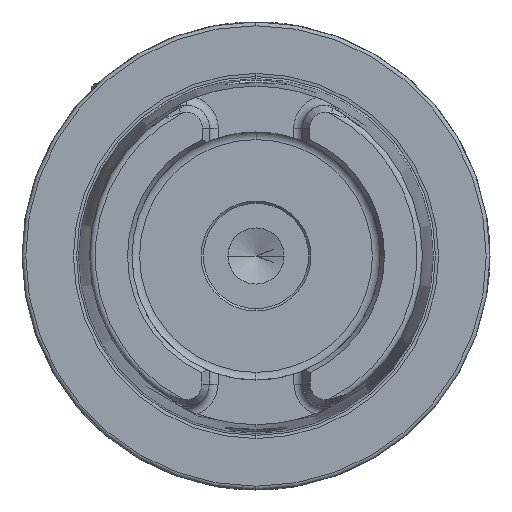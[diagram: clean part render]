
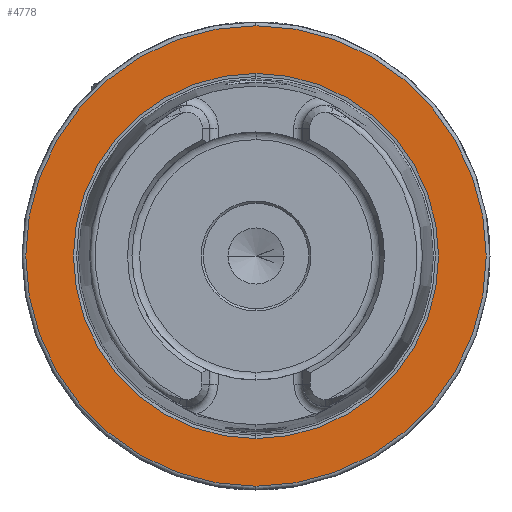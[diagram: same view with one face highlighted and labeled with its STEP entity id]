
A CAD part, left-side view. The second image highlights one B-rep face of the part: STEP entity #4778.
In plain terms, the highlighted planar face has unit normal (-1, 0, 0).
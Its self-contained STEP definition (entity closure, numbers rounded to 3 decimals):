
#41 = VERTEX_POINT ( 'NONE', #10008 ) ;
#651 = CARTESIAN_POINT ( 'NONE',  ( 0., 0., 49.2 ) ) ;
#759 = DIRECTION ( 'NONE',  ( 0., 0., 1. ) ) ;
#1525 = CIRCLE ( 'NONE', #7716, 49.2 ) ;
#1870 = VERTEX_POINT ( 'NONE', #4678 ) ;
#2250 = CARTESIAN_POINT ( 'NONE',  ( 0., 0., 0. ) ) ;
#2307 = DIRECTION ( 'NONE',  ( -1., 0., 0. ) ) ;
#2856 = EDGE_CURVE ( 'NONE', #13094, #5481, #13216, .T. ) ;
#3394 = DIRECTION ( 'NONE',  ( 0., 0., 1. ) ) ;
#3438 = DIRECTION ( 'NONE',  ( 1., 0., 0. ) ) ;
#3800 = ORIENTED_EDGE ( 'NONE', *, *, #2856, .T. ) ;
#3930 = AXIS2_PLACEMENT_3D ( 'NONE', #14096, #7471, #759 ) ;
#4029 = CARTESIAN_POINT ( 'NONE',  ( 0., 0., -49.2 ) ) ;
#4064 = EDGE_CURVE ( 'NONE', #41, #1870, #8211, .T. ) ;
#4098 = EDGE_LOOP ( 'NONE', ( #9892, #5893 ) ) ;
#4549 = ORIENTED_EDGE ( 'NONE', *, *, #8739, .T. ) ;
#4678 = CARTESIAN_POINT ( 'NONE',  ( 0., 0., -39.011 ) ) ;
#4701 = CARTESIAN_POINT ( 'NONE',  ( 0., 49.2, 0. ) ) ;
#4778 = ADVANCED_FACE ( 'NONE', ( #9087, #11666 ), #5816, .F. ) ;
#5004 = DIRECTION ( 'NONE',  ( -1., 0., 0. ) ) ;
#5481 = VERTEX_POINT ( 'NONE', #651 ) ;
#5816 = PLANE ( 'NONE',  #7052 ) ;
#5893 = ORIENTED_EDGE ( 'NONE', *, *, #14245, .F. ) ;
#6939 = DIRECTION ( 'NONE',  ( 0., 0., -1. ) ) ;
#7052 = AXIS2_PLACEMENT_3D ( 'NONE', #4701, #3438, #6939 ) ;
#7471 = DIRECTION ( 'NONE',  ( -1., 0., 0. ) ) ;
#7716 = AXIS2_PLACEMENT_3D ( 'NONE', #2250, #10034, #3394 ) ;
#8211 = CIRCLE ( 'NONE', #11658, 39.011 ) ;
#8739 = EDGE_CURVE ( 'NONE', #5481, #13094, #1525, .T. ) ;
#8770 = AXIS2_PLACEMENT_3D ( 'NONE', #11643, #5004, #12771 ) ;
#8981 = CARTESIAN_POINT ( 'NONE',  ( 0., 0., 0. ) ) ;
#9087 = FACE_BOUND ( 'NONE', #4098, .T. ) ;
#9892 = ORIENTED_EDGE ( 'NONE', *, *, #4064, .F. ) ;
#10008 = CARTESIAN_POINT ( 'NONE',  ( 0., 0., 39.011 ) ) ;
#10034 = DIRECTION ( 'NONE',  ( -1., 0., 0. ) ) ;
#10097 = DIRECTION ( 'NONE',  ( 0., 0., 1. ) ) ;
#11643 = CARTESIAN_POINT ( 'NONE',  ( 0., 0., 0. ) ) ;
#11658 = AXIS2_PLACEMENT_3D ( 'NONE', #8981, #2307, #10097 ) ;
#11666 = FACE_OUTER_BOUND ( 'NONE', #12104, .T. ) ;
#12104 = EDGE_LOOP ( 'NONE', ( #4549, #3800 ) ) ;
#12771 = DIRECTION ( 'NONE',  ( 0., 0., 1. ) ) ;
#13094 = VERTEX_POINT ( 'NONE', #4029 ) ;
#13216 = CIRCLE ( 'NONE', #3930, 49.2 ) ;
#13584 = CIRCLE ( 'NONE', #8770, 39.011 ) ;
#14096 = CARTESIAN_POINT ( 'NONE',  ( 0., 0., 0. ) ) ;
#14245 = EDGE_CURVE ( 'NONE', #1870, #41, #13584, .T. ) ;
